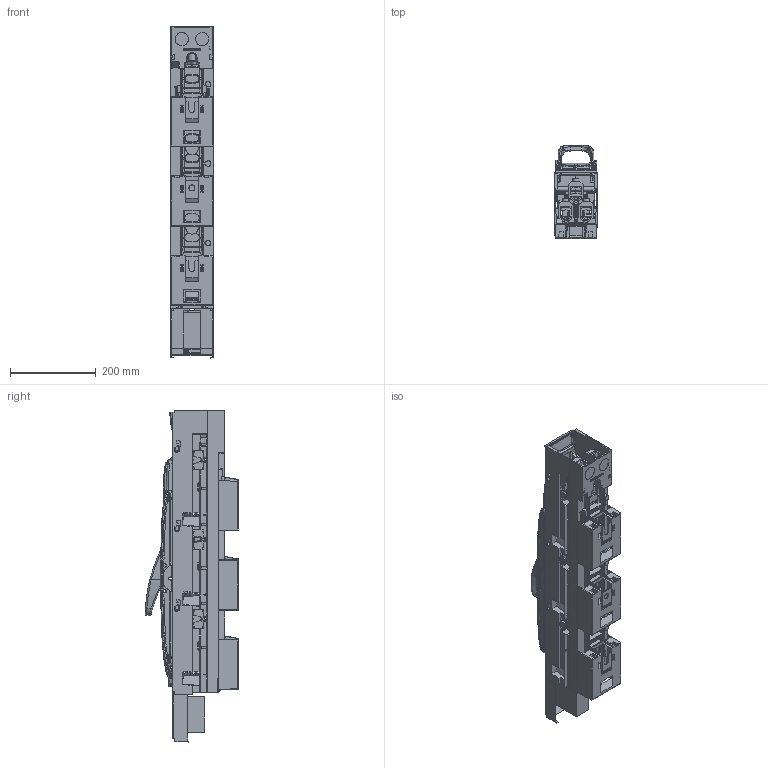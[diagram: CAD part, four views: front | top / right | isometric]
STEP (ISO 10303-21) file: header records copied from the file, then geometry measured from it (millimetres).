
FILE_DESCRIPTION((''),'2;1');
FILE_NAME('ZLBM1-3P-V-EFM','2022-08-11T14:32:48',('XYS'),(''),'CREO PARAMETRIC BY PTC INC, 2016390','CREO PARAMETRIC BY PTC INC, 2016390','');
FILE_SCHEMA(('CONFIG_CONTROL_DESIGN'));
Products named in the file (1): ZLBM1-3P-V-EFM
Bounding box: 99.18 x 217.7 x 772.94 mm (x, y, z)
Surface area: 704817.6 mm2 (no closed solid volume)
Topology: 0 solids, 95 shells, 2698 faces, 12240 edges, 9352 vertices
Faces by surface type: plane 1347, cylinder 692, bspline 413, torus 96, cone 57, sphere 50, extrusion 43
Entity records: 155194 total; most frequent: CARTESIAN_POINT 67517, ORIENTED_EDGE 18206, DIRECTION 14049, EDGE_CURVE 12183, VERTEX_POINT 9352, VECTOR 7031, LINE 6988, B_SPLINE_CURVE_WITH_KNOTS 3971
